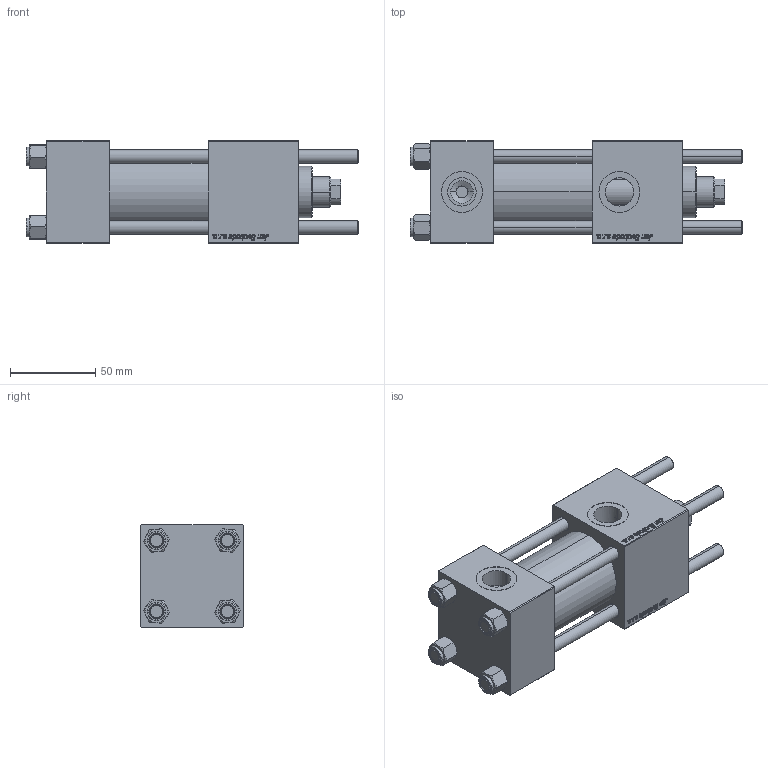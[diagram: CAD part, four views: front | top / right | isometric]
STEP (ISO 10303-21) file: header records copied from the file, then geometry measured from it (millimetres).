
FILE_DESCRIPTION (( 'STEP AP203' ), '1' );
FILE_NAME ('1f16.STEP', '2023-08-26T16:32:32', ( '' ), ( '' ), 'SwSTEP 2.0', 'SolidWorks 2019', '' );
FILE_SCHEMA (( 'CONFIG_CONTROL_DESIGN' ));
Length unit declared in the file: millimetre
Products named in the file (6): NUT_M5_B fa06b6a295aaef0c5a0c330c21e6b581; V215CR_VCP_B fa06b6a295aaef0c5a0c330c21e6b581; V215CR_B-1 fa06b6a295aaef0c5a0c330c21e6b581; V215_VC_A fa06b6a295aaef0c5a0c330c21e6b581; 1f16; V215CR_B_TYCINKA fa06b6a295aaef0c5a0c330c21e6b581
Assembly tree (11 placements, depth 2):
  1f16
    V215CR_B-1 fa06b6a295aaef0c5a0c330c21e6b581
    V215CR_VCP_B fa06b6a295aaef0c5a0c330c21e6b581
    NUT_M5_B fa06b6a295aaef0c5a0c330c21e6b581  x4
    V215CR_B_TYCINKA fa06b6a295aaef0c5a0c330c21e6b581  x4
    V215_VC_A fa06b6a295aaef0c5a0c330c21e6b581
Bounding box: 195 x 60 x 60 mm (x, y, z)
Volume: 413959.6 mm3; surface area: 113753.8 mm2
Topology: 11 solids, 11 shells, 1159 faces, 2940 edges, 1909 vertices
Faces by surface type: bspline 504, plane 433, cone 136, cylinder 78, torus 8
Entity records: 56866 total; most frequent: CARTESIAN_POINT 34053, ORIENTED_EDGE 5372, DIRECTION 2928, EDGE_CURVE 2686, VERTEX_POINT 1765, LINE 1444, VECTOR 1444, EDGE_LOOP 1163
